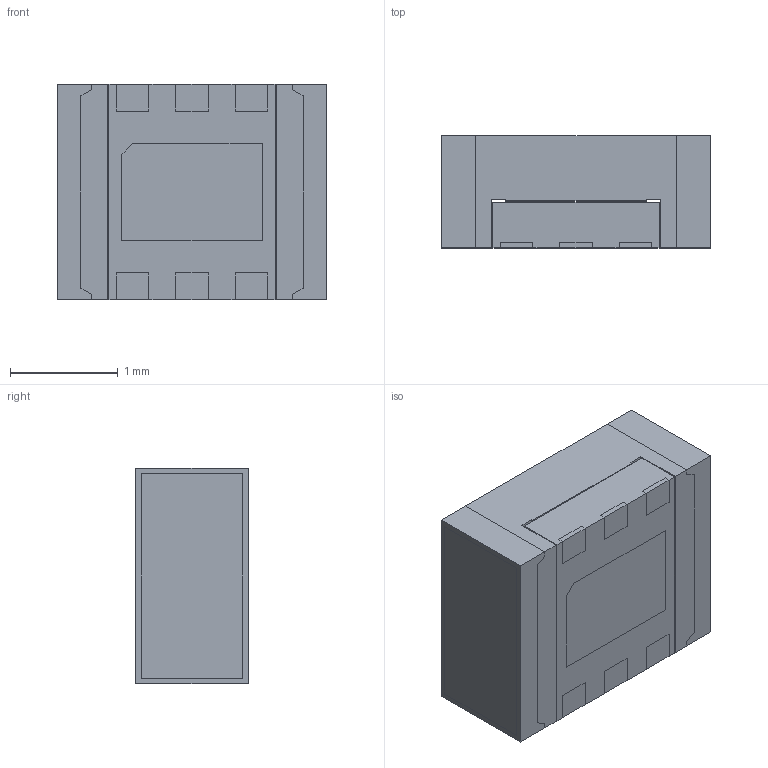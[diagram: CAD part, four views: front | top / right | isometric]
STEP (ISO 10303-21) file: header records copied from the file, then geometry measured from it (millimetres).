
FILE_DESCRIPTION (( 'STEP AP214' ), '1' );
FILE_NAME ('XCL232B051KR-G.STEP', '2022-07-18T13:46:38', ( '' ), ( '' ), 'SwSTEP 2.0', 'SolidWorks 2018', '' );
FILE_SCHEMA (( 'AUTOMOTIVE_DESIGN' ));
Length unit declared in the file: millimetre
Products named in the file (1): XCL232B051KR-G
Bounding box: 2.5 x 1.04 x 2 mm (x, y, z)
Volume: 5.1 mm3; surface area: 41 mm2
Topology: 11 solids, 11 shells, 138 faces, 340 edges, 224 vertices
Faces by surface type: plane 136, cylinder 2
Entity records: 5634 total; most frequent: CARTESIAN_POINT 703, ORIENTED_EDGE 680, DIRECTION 622, EDGE_CURVE 340, VECTOR 336, LINE 336, VERTEX_POINT 224, UNCERTAINTY_MEASURE_WITH_UNIT 151
